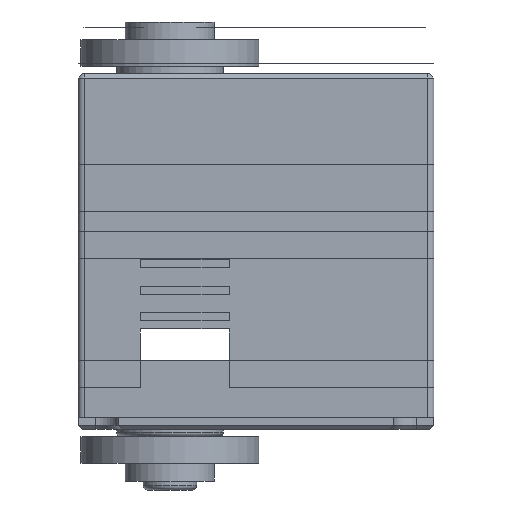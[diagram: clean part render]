
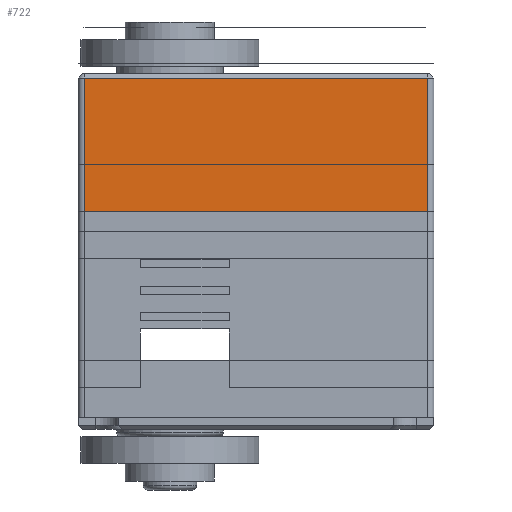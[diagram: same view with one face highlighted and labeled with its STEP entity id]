
A CAD part, front view. The second image highlights one B-rep face of the part: STEP entity #722.
In plain terms, the highlighted planar face has unit normal (0, -1, 0).
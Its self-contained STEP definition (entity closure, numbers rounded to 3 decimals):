
#25=DIRECTION('',(0.,0.,-1.));
#26=VECTOR('',#25,15.);
#27=CARTESIAN_POINT('',(-19.3,-10.,15.));
#28=LINE('',#27,#26);
#94=DIRECTION('',(0.,0.,1.));
#95=VECTOR('',#94,15.);
#96=CARTESIAN_POINT('',(19.3,-10.,0.));
#97=LINE('',#96,#95);
#107=DIRECTION('',(1.,0.,0.));
#108=VECTOR('',#107,38.6);
#109=CARTESIAN_POINT('',(-19.3,-10.,0.));
#110=LINE('',#109,#108);
#111=DIRECTION('',(1.,0.,0.));
#112=VECTOR('',#111,38.6);
#113=CARTESIAN_POINT('',(-19.3,-10.,15.));
#114=LINE('',#113,#112);
#461=CARTESIAN_POINT('',(-19.3,-10.,15.));
#462=CARTESIAN_POINT('',(19.3,-10.,15.));
#463=VERTEX_POINT('',#461);
#464=VERTEX_POINT('',#462);
#509=CARTESIAN_POINT('',(-19.3,-10.,0.));
#511=VERTEX_POINT('',#509);
#513=CARTESIAN_POINT('',(19.3,-10.,0.));
#514=VERTEX_POINT('',#513);
#710=CARTESIAN_POINT('',(-19.3,-10.,15.2));
#711=DIRECTION('',(0.,1.,0.));
#712=DIRECTION('',(0.,0.,1.));
#713=AXIS2_PLACEMENT_3D('',#710,#711,#712);
#714=PLANE('',#713);
#715=ORIENTED_EDGE('',*,*,#588,.F.);
#716=ORIENTED_EDGE('',*,*,#621,.F.);
#718=ORIENTED_EDGE('',*,*,#717,.T.);
#719=ORIENTED_EDGE('',*,*,#702,.F.);
#720=EDGE_LOOP('',(#715,#716,#718,#719));
#721=FACE_OUTER_BOUND('',#720,.F.);
#722=ADVANCED_FACE('',(#721),#714,.F.);
#588=EDGE_CURVE('',#511,#514,#110,.T.);
#621=EDGE_CURVE('',#463,#511,#28,.T.);
#702=EDGE_CURVE('',#514,#464,#97,.T.);
#717=EDGE_CURVE('',#463,#464,#114,.T.);
